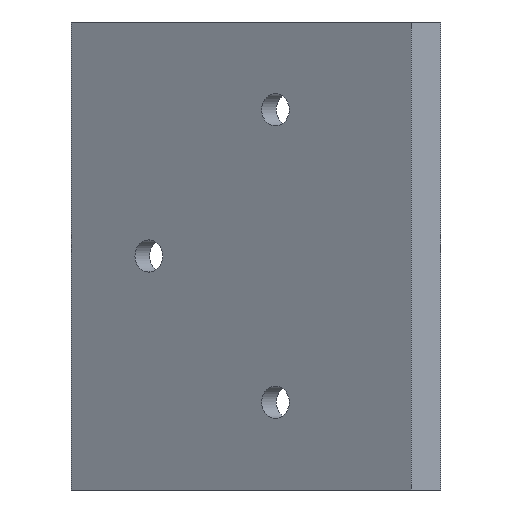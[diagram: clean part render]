
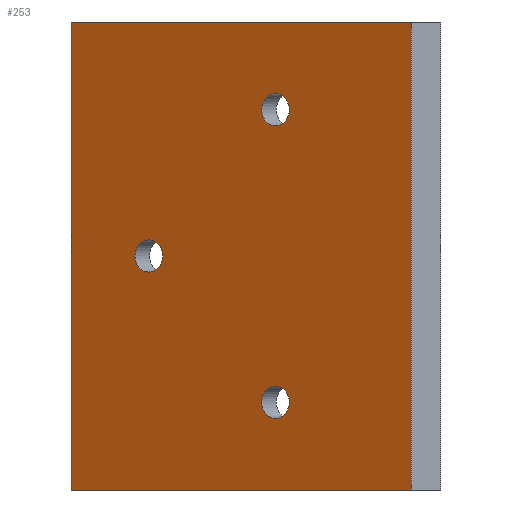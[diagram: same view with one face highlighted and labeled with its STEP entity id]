
A CAD part, left-side view. The second image highlights one B-rep face of the part: STEP entity #253.
In plain terms, the highlighted planar face has unit normal (-0.866, 0.5, 0).
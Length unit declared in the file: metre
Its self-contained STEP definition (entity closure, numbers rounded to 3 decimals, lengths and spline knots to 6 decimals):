
#18=CIRCLE('',#281,0.005475);
#19=CIRCLE('',#282,0.005475);
#20=CIRCLE('',#283,0.005475);
#34=ORIENTED_EDGE('',*,*,#94,.T.);
#35=ORIENTED_EDGE('',*,*,#95,.T.);
#36=ORIENTED_EDGE('',*,*,#96,.T.);
#37=ORIENTED_EDGE('',*,*,#97,.T.);
#38=ORIENTED_EDGE('',*,*,#98,.F.);
#39=ORIENTED_EDGE('',*,*,#99,.F.);
#40=ORIENTED_EDGE('',*,*,#91,.T.);
#91=EDGE_CURVE('',#122,#120,#145,.T.);
#94=EDGE_CURVE('',#124,#124,#18,.T.);
#95=EDGE_CURVE('',#125,#125,#19,.T.);
#96=EDGE_CURVE('',#126,#126,#20,.T.);
#97=EDGE_CURVE('',#120,#127,#148,.T.);
#98=EDGE_CURVE('',#128,#127,#149,.T.);
#99=EDGE_CURVE('',#122,#128,#150,.T.);
#120=VERTEX_POINT('',#380);
#122=VERTEX_POINT('',#383);
#124=VERTEX_POINT('',#389);
#125=VERTEX_POINT('',#391);
#126=VERTEX_POINT('',#393);
#127=VERTEX_POINT('',#395);
#128=VERTEX_POINT('',#397);
#145=LINE('',#382,#163);
#148=LINE('',#394,#166);
#149=LINE('',#396,#167);
#150=LINE('',#398,#168);
#163=VECTOR('',#310,1.);
#166=VECTOR('',#321,1.);
#167=VECTOR('',#322,1.);
#168=VECTOR('',#323,1.);
#181=EDGE_LOOP('',(#34));
#182=EDGE_LOOP('',(#35));
#183=EDGE_LOOP('',(#36));
#184=EDGE_LOOP('',(#37,#38,#39,#40));
#213=FACE_BOUND('',#181,.T.);
#214=FACE_BOUND('',#182,.T.);
#215=FACE_BOUND('',#183,.T.);
#216=FACE_BOUND('',#184,.T.);
#245=PLANE('',#280);
#253=ADVANCED_FACE('',(#213,#214,#215,#216),#245,.F.);
#280=AXIS2_PLACEMENT_3D('',#387,#313,#314);
#281=AXIS2_PLACEMENT_3D('',#388,#315,#316);
#282=AXIS2_PLACEMENT_3D('',#390,#317,#318);
#283=AXIS2_PLACEMENT_3D('',#392,#319,#320);
#310=DIRECTION('',(0.,0.,-1.));
#313=DIRECTION('',(0.866,-0.5,0.));
#314=DIRECTION('',(0.5,0.866,0.));
#315=DIRECTION('',(0.866,-0.5,0.));
#316=DIRECTION('',(0.5,0.866,0.));
#317=DIRECTION('',(0.866,-0.5,0.));
#318=DIRECTION('',(0.5,0.866,0.));
#319=DIRECTION('',(0.866,-0.5,0.));
#320=DIRECTION('',(0.5,0.866,0.));
#321=DIRECTION('',(-0.5,-0.866,0.));
#322=DIRECTION('',(0.,0.,-1.));
#323=DIRECTION('',(-0.5,-0.866,0.));
#380=CARTESIAN_POINT('',(0.175527,0.110922,0.));
#382=CARTESIAN_POINT('',(0.175527,0.110922,0.16));
#383=CARTESIAN_POINT('',(0.175527,0.110922,0.16));
#387=CARTESIAN_POINT('',(0.14197,0.052801,0.16));
#388=CARTESIAN_POINT('',(0.135249,0.041158,0.13));
#389=CARTESIAN_POINT('',(0.137986,0.0459,0.13));
#390=CARTESIAN_POINT('',(0.160249,0.08446,0.08));
#391=CARTESIAN_POINT('',(0.162986,0.089201,0.08));
#392=CARTESIAN_POINT('',(0.135249,0.041158,0.03));
#393=CARTESIAN_POINT('',(0.137986,0.0459,0.03));
#394=CARTESIAN_POINT('',(0.14197,0.052801,0.));
#395=CARTESIAN_POINT('',(0.108414,-0.005321,0.));
#396=CARTESIAN_POINT('',(0.108414,-0.005321,0.16));
#397=CARTESIAN_POINT('',(0.108414,-0.005321,0.16));
#398=CARTESIAN_POINT('',(0.14197,0.052801,0.16));
